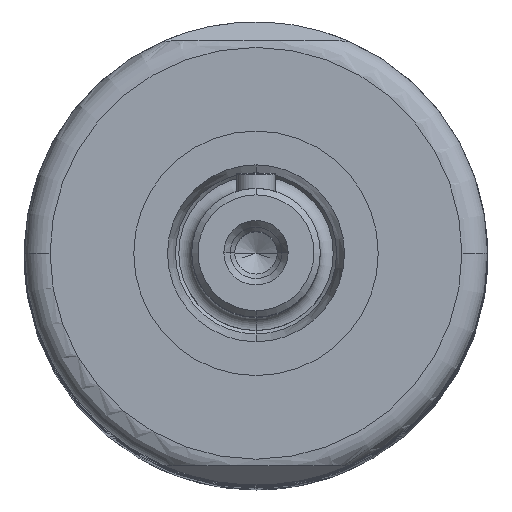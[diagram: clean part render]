
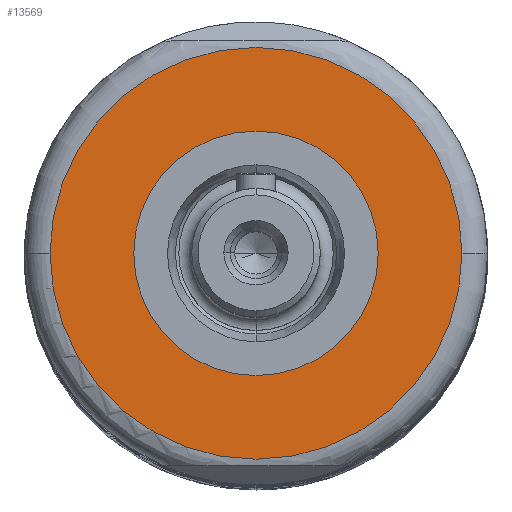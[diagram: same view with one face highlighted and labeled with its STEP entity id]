
A CAD part, top view. The second image highlights one B-rep face of the part: STEP entity #13569.
In plain terms, the highlighted planar face has unit normal (0, 0, 1).
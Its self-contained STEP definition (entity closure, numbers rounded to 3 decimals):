
#12871=CARTESIAN_POINT('',(0.,0.,15.4));
#12872=DIRECTION('',(0.,0.,1.));
#12873=DIRECTION('',(-1.,0.,0.));
#12874=AXIS2_PLACEMENT_3D('',#12871,#12872,#12873);
#12947=CARTESIAN_POINT('',(0.,0.,15.4));
#12948=DIRECTION('',(0.,0.,1.));
#12949=DIRECTION('',(1.,0.,0.));
#12950=AXIS2_PLACEMENT_3D('',#12947,#12948,#12949);
#13002=CARTESIAN_POINT('',(0.,0.,15.4));
#13003=DIRECTION('',(0.,0.,1.));
#13004=DIRECTION('',(1.,0.,0.));
#13005=AXIS2_PLACEMENT_3D('',#13002,#13003,#13004);
#13010=CARTESIAN_POINT('',(0.,0.,15.4));
#13011=DIRECTION('',(0.,0.,1.));
#13012=DIRECTION('',(-1.,0.,0.));
#13013=AXIS2_PLACEMENT_3D('',#13010,#13011,#13012);
#13314=CARTESIAN_POINT('',(9.5,0.,15.4));
#13315=CARTESIAN_POINT('',(-9.5,0.,15.4));
#13316=VERTEX_POINT('',#13314);
#13317=VERTEX_POINT('',#13315);
#13318=CARTESIAN_POINT('',(-16.,0.,15.4));
#13319=CARTESIAN_POINT('',(16.,0.,15.4));
#13320=VERTEX_POINT('',#13318);
#13321=VERTEX_POINT('',#13319);
#13554=CARTESIAN_POINT('',(0.,0.,15.4));
#13555=DIRECTION('',(0.,0.,1.));
#13556=DIRECTION('',(1.,0.,0.));
#13557=AXIS2_PLACEMENT_3D('',#13554,#13555,#13556);
#13558=PLANE('',#13557);
#13559=ORIENTED_EDGE('',*,*,#13486,.F.);
#13560=ORIENTED_EDGE('',*,*,#13504,.F.);
#13561=EDGE_LOOP('',(#13559,#13560));
#13562=FACE_OUTER_BOUND('',#13561,.F.);
#13564=ORIENTED_EDGE('',*,*,#13563,.T.);
#13566=ORIENTED_EDGE('',*,*,#13565,.T.);
#13567=EDGE_LOOP('',(#13564,#13566));
#13568=FACE_BOUND('',#13567,.F.);
#13569=ADVANCED_FACE('',(#13562,#13568),#13558,.T.);
#12875=CIRCLE('',#12874,16.);
#12951=CIRCLE('',#12950,16.);
#13006=CIRCLE('',#13005,9.5);
#13014=CIRCLE('',#13013,9.5);
#13486=EDGE_CURVE('',#13320,#13321,#12875,.T.);
#13504=EDGE_CURVE('',#13321,#13320,#12951,.T.);
#13563=EDGE_CURVE('',#13316,#13317,#13006,.T.);
#13565=EDGE_CURVE('',#13317,#13316,#13014,.T.);
